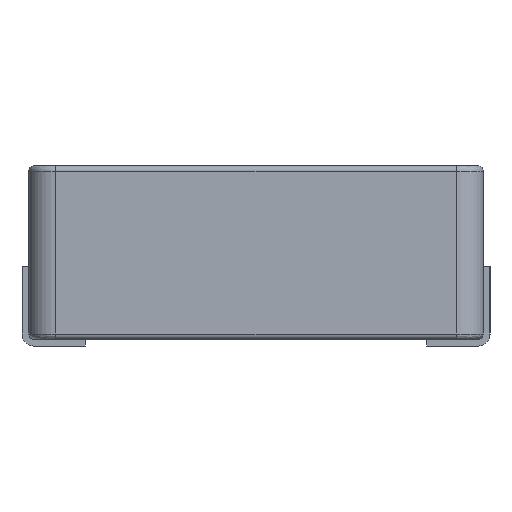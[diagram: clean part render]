
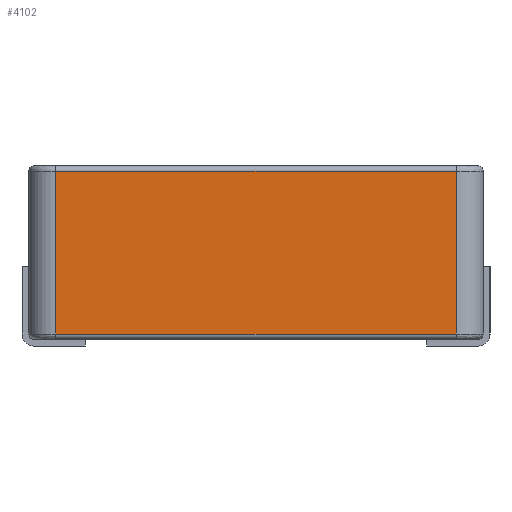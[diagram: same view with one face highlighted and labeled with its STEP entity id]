
A CAD part, front view. The second image highlights one B-rep face of the part: STEP entity #4102.
In plain terms, the highlighted planar face has unit normal (0, -1, 0).
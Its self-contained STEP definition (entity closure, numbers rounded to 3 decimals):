
#52 = DIRECTION ( 'NONE',  ( 1., 0., 0. ) ) ;
#566 = VERTEX_POINT ( 'NONE', #5426 ) ;
#774 = DIRECTION ( 'NONE',  ( 0., 0., -1. ) ) ;
#992 = AXIS2_PLACEMENT_3D ( 'NONE', #6505, #3638, #774 ) ;
#1083 = DIRECTION ( 'NONE',  ( 1., 0., 0. ) ) ;
#1153 = CARTESIAN_POINT ( 'NONE',  ( -8.45, -8.45, 0.2 ) ) ;
#1306 = EDGE_LOOP ( 'NONE', ( #4559, #5410, #4289, #6664 ) ) ;
#1908 = FACE_OUTER_BOUND ( 'NONE', #1306, .T. ) ;
#2208 = CARTESIAN_POINT ( 'NONE',  ( -4.225, -8.45, 6.25 ) ) ;
#2738 = CARTESIAN_POINT ( 'NONE',  ( -7.45, -8.45, 0. ) ) ;
#3638 = DIRECTION ( 'NONE',  ( 0., -1., 0. ) ) ;
#3780 = CARTESIAN_POINT ( 'NONE',  ( -7.45, -8.45, 0.2 ) ) ;
#3818 = DIRECTION ( 'NONE',  ( 0., 0., -1. ) ) ;
#4102 = ADVANCED_FACE ( 'NONE', ( #1908 ), #4218, .T. ) ;
#4218 = PLANE ( 'NONE',  #992 ) ;
#4289 = ORIENTED_EDGE ( 'NONE', *, *, #5297, .T. ) ;
#4309 = VECTOR ( 'NONE', #1083, 1000. ) ;
#4392 = DIRECTION ( 'NONE',  ( 0., 0., 1. ) ) ;
#4504 = LINE ( 'NONE', #2738, #5315 ) ;
#4525 = VERTEX_POINT ( 'NONE', #3780 ) ;
#4559 = ORIENTED_EDGE ( 'NONE', *, *, #5892, .F. ) ;
#4745 = VERTEX_POINT ( 'NONE', #6945 ) ;
#5077 = LINE ( 'NONE', #7355, #6987 ) ;
#5108 = EDGE_CURVE ( 'NONE', #4745, #4525, #4504, .T. ) ;
#5173 = VECTOR ( 'NONE', #52, 1000. ) ;
#5297 = EDGE_CURVE ( 'NONE', #4525, #6930, #6213, .T. ) ;
#5315 = VECTOR ( 'NONE', #3818, 1000. ) ;
#5410 = ORIENTED_EDGE ( 'NONE', *, *, #5108, .T. ) ;
#5426 = CARTESIAN_POINT ( 'NONE',  ( 7.45, -8.45, 6.25 ) ) ;
#5892 = EDGE_CURVE ( 'NONE', #4745, #566, #6224, .T. ) ;
#6213 = LINE ( 'NONE', #1153, #4309 ) ;
#6224 = LINE ( 'NONE', #2208, #5173 ) ;
#6505 = CARTESIAN_POINT ( 'NONE',  ( -8.45, -8.45, 0. ) ) ;
#6664 = ORIENTED_EDGE ( 'NONE', *, *, #7125, .T. ) ;
#6685 = CARTESIAN_POINT ( 'NONE',  ( 7.45, -8.45, 0.2 ) ) ;
#6930 = VERTEX_POINT ( 'NONE', #6685 ) ;
#6945 = CARTESIAN_POINT ( 'NONE',  ( -7.45, -8.45, 6.25 ) ) ;
#6987 = VECTOR ( 'NONE', #4392, 1000. ) ;
#7125 = EDGE_CURVE ( 'NONE', #6930, #566, #5077, .T. ) ;
#7355 = CARTESIAN_POINT ( 'NONE',  ( 7.45, -8.45, 0. ) ) ;
